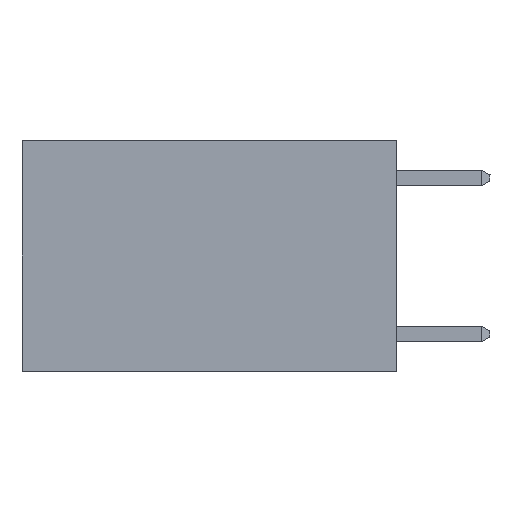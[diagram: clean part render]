
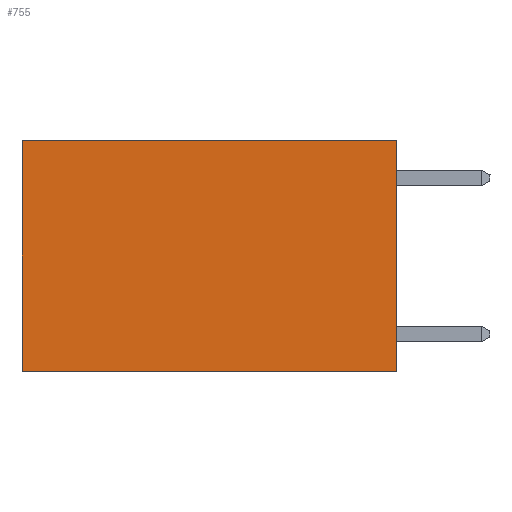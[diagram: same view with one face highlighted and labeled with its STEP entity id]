
A CAD part, left-side view. The second image highlights one B-rep face of the part: STEP entity #755.
In plain terms, the highlighted planar face has unit normal (-1, 0, 0).
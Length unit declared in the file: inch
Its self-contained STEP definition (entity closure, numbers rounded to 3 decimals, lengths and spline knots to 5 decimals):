
#133 = DIRECTION ( 'NONE',  ( 0., 1., 0. ) ) ;
#648 = CARTESIAN_POINT ( 'NONE',  ( 0.2625, 0., 0. ) ) ;
#657 = EDGE_CURVE ( 'NONE', #3091, #7037, #11855, .T. ) ;
#755 = ADVANCED_FACE ( 'NONE', ( #5883 ), #2239, .F. ) ;
#765 = VERTEX_POINT ( 'NONE', #8082 ) ;
#820 = LINE ( 'NONE', #3380, #11792 ) ;
#871 = VERTEX_POINT ( 'NONE', #7344 ) ;
#892 = VECTOR ( 'NONE', #2160, 39.37008 ) ;
#952 = AXIS2_PLACEMENT_3D ( 'NONE', #648, #8465, #7269 ) ;
#1158 = ORIENTED_EDGE ( 'NONE', *, *, #4911, .T. ) ;
#2160 = DIRECTION ( 'NONE',  ( 0., 0., -1. ) ) ;
#2239 = PLANE ( 'NONE',  #952 ) ;
#3091 = VERTEX_POINT ( 'NONE', #4361 ) ;
#3201 = VECTOR ( 'NONE', #133, 39.37008 ) ;
#3380 = CARTESIAN_POINT ( 'NONE',  ( 0.2625, 0., -0.37 ) ) ;
#3530 = LINE ( 'NONE', #9467, #3201 ) ;
#4361 = CARTESIAN_POINT ( 'NONE',  ( 0.2625, 0.6, 0. ) ) ;
#4495 = EDGE_CURVE ( 'NONE', #765, #871, #8008, .T. ) ;
#4911 = EDGE_CURVE ( 'NONE', #765, #3091, #3530, .T. ) ;
#5223 = VECTOR ( 'NONE', #12573, 39.37008 ) ;
#5323 = ORIENTED_EDGE ( 'NONE', *, *, #4495, .F. ) ;
#5802 = EDGE_LOOP ( 'NONE', ( #11757, #6432, #5323, #1158 ) ) ;
#5883 = FACE_OUTER_BOUND ( 'NONE', #5802, .T. ) ;
#6432 = ORIENTED_EDGE ( 'NONE', *, *, #7945, .F. ) ;
#7037 = VERTEX_POINT ( 'NONE', #9573 ) ;
#7269 = DIRECTION ( 'NONE',  ( 0., 0., -1. ) ) ;
#7344 = CARTESIAN_POINT ( 'NONE',  ( 0.2625, 0., -0.37 ) ) ;
#7945 = EDGE_CURVE ( 'NONE', #871, #7037, #820, .T. ) ;
#8008 = LINE ( 'NONE', #11619, #5223 ) ;
#8082 = CARTESIAN_POINT ( 'NONE',  ( 0.2625, 0., 0. ) ) ;
#8235 = CARTESIAN_POINT ( 'NONE',  ( 0.2625, 0.6, 0. ) ) ;
#8465 = DIRECTION ( 'NONE',  ( 1., 0., 0. ) ) ;
#9467 = CARTESIAN_POINT ( 'NONE',  ( 0.2625, 0., 0. ) ) ;
#9573 = CARTESIAN_POINT ( 'NONE',  ( 0.2625, 0.6, -0.37 ) ) ;
#10611 = DIRECTION ( 'NONE',  ( 0., 1., 0. ) ) ;
#11619 = CARTESIAN_POINT ( 'NONE',  ( 0.2625, 0., 0. ) ) ;
#11757 = ORIENTED_EDGE ( 'NONE', *, *, #657, .T. ) ;
#11792 = VECTOR ( 'NONE', #10611, 39.37008 ) ;
#11855 = LINE ( 'NONE', #8235, #892 ) ;
#12573 = DIRECTION ( 'NONE',  ( 0., 0., -1. ) ) ;
